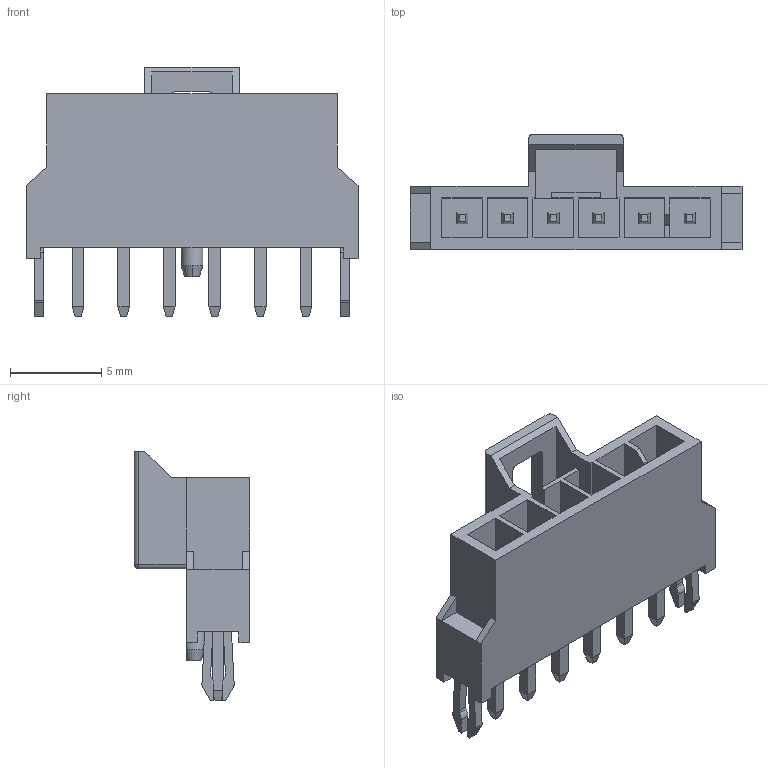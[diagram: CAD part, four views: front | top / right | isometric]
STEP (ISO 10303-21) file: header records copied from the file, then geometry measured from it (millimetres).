
FILE_DESCRIPTION(('FreeCAD Model'),'2;1');
FILE_NAME('_053111206_cp.step','2019-03-15T10:33:27',( 'kicad StepUp'),('ksu MCAD'),'Open CASCADE STEP processor 7.2', 'FreeCAD','Unknown');
FILE_SCHEMA(('AUTOMOTIVE_DESIGN { 1 0 10303 214 1 1 1 1 }'));
Length unit declared in the file: millimetre
Products named in the file (1): _053111206_cp
Bounding box: 18.22 x 6.34 x 13.71 mm (x, y, z)
Volume: 367.8 mm3; surface area: 1061.9 mm2
Topology: 1 solids, 1 shells, 257 faces, 671 edges, 451 vertices
Faces by surface type: plane 224, cylinder 29, sphere 2, cone 2
Entity records: 9555 total; most frequent: CARTESIAN_POINT 1402, ORIENTED_EDGE 1306, DIRECTION 1264, EDGE_CURVE 653, LINE 590, VECTOR 590, VERTEX_POINT 415, AXIS2_PLACEMENT_3D 337
